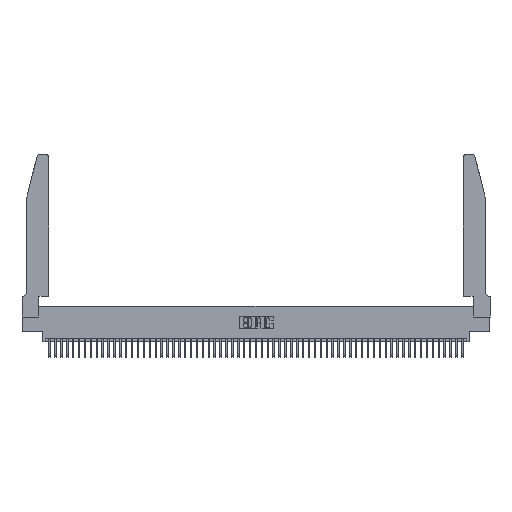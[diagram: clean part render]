
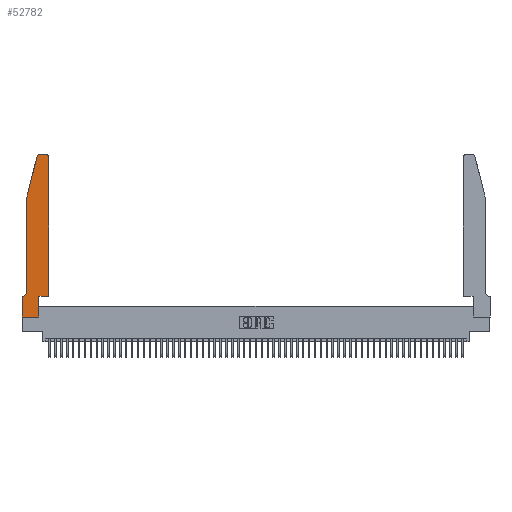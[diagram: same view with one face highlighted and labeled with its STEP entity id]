
A CAD part, top view. The second image highlights one B-rep face of the part: STEP entity #52782.
In plain terms, the highlighted planar face has unit normal (0, 0, 1).
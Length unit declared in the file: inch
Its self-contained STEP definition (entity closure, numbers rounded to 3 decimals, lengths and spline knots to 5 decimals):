
#568 = LINE ( 'NONE', #36054, #34191 ) ;
#1126 = CARTESIAN_POINT ( 'NONE',  ( 0., 0., 0.37 ) ) ;
#2636 = EDGE_CURVE ( 'NONE', #23662, #51926, #46737, .T. ) ;
#2659 = CARTESIAN_POINT ( 'NONE',  ( 0.2865, 0.35, 0.37 ) ) ;
#3418 = VECTOR ( 'NONE', #47179, 39.37008 ) ;
#3470 = LINE ( 'NONE', #15145, #49557 ) ;
#3498 = VERTEX_POINT ( 'NONE', #10541 ) ;
#4104 = DIRECTION ( 'NONE',  ( 1., 0., 0. ) ) ;
#6764 = ORIENTED_EDGE ( 'NONE', *, *, #14762, .T. ) ;
#7394 = VERTEX_POINT ( 'NONE', #2659 ) ;
#7586 = VERTEX_POINT ( 'NONE', #41726 ) ;
#7973 = ORIENTED_EDGE ( 'NONE', *, *, #29340, .T. ) ;
#10065 = ORIENTED_EDGE ( 'NONE', *, *, #25571, .T. ) ;
#10541 = CARTESIAN_POINT ( 'NONE',  ( 0.0055, 0.35, 0.37 ) ) ;
#11912 = VERTEX_POINT ( 'NONE', #54219 ) ;
#12796 = CARTESIAN_POINT ( 'NONE',  ( 0.4505, 0.35, 0.37 ) ) ;
#14748 = LINE ( 'NONE', #26082, #3418 ) ;
#14762 = EDGE_CURVE ( 'NONE', #35330, #23662, #41212, .T. ) ;
#15145 = CARTESIAN_POINT ( 'NONE',  ( 0.0755, 0.35, 0.37 ) ) ;
#15185 = VECTOR ( 'NONE', #17627, 39.37008 ) ;
#15426 = ORIENTED_EDGE ( 'NONE', *, *, #38342, .T. ) ;
#16748 = CARTESIAN_POINT ( 'NONE',  ( 0.2865, 0.35, 0.37 ) ) ;
#17038 = DIRECTION ( 'NONE',  ( 0., 1., 0. ) ) ;
#17627 = DIRECTION ( 'NONE',  ( -1., 0., 0. ) ) ;
#18882 = VECTOR ( 'NONE', #17038, 39.37008 ) ;
#18941 = CARTESIAN_POINT ( 'NONE',  ( 0.284, 2.72, 0.37 ) ) ;
#19027 = EDGE_CURVE ( 'NONE', #7394, #35330, #45367, .T. ) ;
#19077 = AXIS2_PLACEMENT_3D ( 'NONE', #54476, #29346, #4104 ) ;
#20381 = VECTOR ( 'NONE', #28381, 39.37008 ) ;
#21031 = CARTESIAN_POINT ( 'NONE',  ( 0.4505, 2.72, 0.37 ) ) ;
#21535 = CARTESIAN_POINT ( 'NONE',  ( 0.4205, 2.72, 0.37 ) ) ;
#22637 = VERTEX_POINT ( 'NONE', #51328 ) ;
#22684 = ORIENTED_EDGE ( 'NONE', *, *, #28771, .T. ) ;
#22919 = CARTESIAN_POINT ( 'NONE',  ( 0.0055, 0.42, 0.37 ) ) ;
#22973 = EDGE_CURVE ( 'NONE', #41569, #51152, #42710, .T. ) ;
#23063 = VECTOR ( 'NONE', #53439, 39.37008 ) ;
#23163 = DIRECTION ( 'NONE',  ( 1., 0., 0. ) ) ;
#23662 = VERTEX_POINT ( 'NONE', #21031 ) ;
#23995 = AXIS2_PLACEMENT_3D ( 'NONE', #21535, #50815, #25714 ) ;
#24208 = CARTESIAN_POINT ( 'NONE',  ( 0., 0., 0.37 ) ) ;
#25571 = EDGE_CURVE ( 'NONE', #41287, #22637, #568, .T. ) ;
#25714 = DIRECTION ( 'NONE',  ( 1., 0., 0. ) ) ;
#25957 = ORIENTED_EDGE ( 'NONE', *, *, #22973, .T. ) ;
#26082 = CARTESIAN_POINT ( 'NONE',  ( 0.0755, 2., 0.37 ) ) ;
#27105 = DIRECTION ( 'NONE',  ( -1., 0., 0. ) ) ;
#27237 = CARTESIAN_POINT ( 'NONE',  ( 0.4205, 2.75, 0.37 ) ) ;
#27796 = VERTEX_POINT ( 'NONE', #38599 ) ;
#28315 = CARTESIAN_POINT ( 'NONE',  ( 0.4505, 0.35, 0.37 ) ) ;
#28381 = DIRECTION ( 'NONE',  ( 0., -1., 0. ) ) ;
#28771 = EDGE_CURVE ( 'NONE', #3498, #41569, #3470, .T. ) ;
#29076 = VECTOR ( 'NONE', #39006, 39.37008 ) ;
#29174 = EDGE_CURVE ( 'NONE', #11912, #41287, #14748, .T. ) ;
#29340 = EDGE_CURVE ( 'NONE', #7586, #11912, #30449, .T. ) ;
#29345 = AXIS2_PLACEMENT_3D ( 'NONE', #18941, #48250, #23163 ) ;
#29346 = DIRECTION ( 'NONE',  ( 0., 0., 1. ) ) ;
#30449 = CIRCLE ( 'NONE', #29345, 0.03 ) ;
#30468 = EDGE_CURVE ( 'NONE', #51152, #27796, #51395, .T. ) ;
#31987 = DIRECTION ( 'NONE',  ( -1., 0., 0. ) ) ;
#32816 = EDGE_LOOP ( 'NONE', ( #47450, #7973, #39002, #10065, #15426, #22684, #25957, #52201, #44420, #38530, #6764, #35124 ) ) ;
#33500 = CARTESIAN_POINT ( 'NONE',  ( 0., 0.35, 0.37 ) ) ;
#34191 = VECTOR ( 'NONE', #44339, 39.37008 ) ;
#34739 = CARTESIAN_POINT ( 'NONE',  ( 0., 0., 0.37 ) ) ;
#35124 = ORIENTED_EDGE ( 'NONE', *, *, #2636, .T. ) ;
#35330 = VERTEX_POINT ( 'NONE', #42778 ) ;
#35398 = LINE ( 'NONE', #16748, #46571 ) ;
#36054 = CARTESIAN_POINT ( 'NONE',  ( 0.0755, 2., 0.37 ) ) ;
#37015 = AXIS2_PLACEMENT_3D ( 'NONE', #22919, #52210, #27105 ) ;
#37502 = LINE ( 'NONE', #38727, #15185 ) ;
#38342 = EDGE_CURVE ( 'NONE', #22637, #3498, #41779, .T. ) ;
#38530 = ORIENTED_EDGE ( 'NONE', *, *, #19027, .T. ) ;
#38599 = CARTESIAN_POINT ( 'NONE',  ( 0.2865, 0., 0.37 ) ) ;
#38727 = CARTESIAN_POINT ( 'NONE',  ( 0.2605, 2.75, 0.37 ) ) ;
#39002 = ORIENTED_EDGE ( 'NONE', *, *, #29174, .T. ) ;
#39006 = DIRECTION ( 'NONE',  ( 1., 0., 0. ) ) ;
#41055 = EDGE_CURVE ( 'NONE', #51926, #7586, #37502, .T. ) ;
#41212 = LINE ( 'NONE', #12796, #18882 ) ;
#41287 = VERTEX_POINT ( 'NONE', #44389 ) ;
#41569 = VERTEX_POINT ( 'NONE', #33500 ) ;
#41726 = CARTESIAN_POINT ( 'NONE',  ( 0.284, 2.75, 0.37 ) ) ;
#41779 = CIRCLE ( 'NONE', #37015, 0.07 ) ;
#41897 = PLANE ( 'NONE',  #19077 ) ;
#41901 = DIRECTION ( 'NONE',  ( 0., 1., 0. ) ) ;
#42710 = LINE ( 'NONE', #24208, #20381 ) ;
#42778 = CARTESIAN_POINT ( 'NONE',  ( 0.4505, 0.35, 0.37 ) ) ;
#44339 = DIRECTION ( 'NONE',  ( 0., -1., 0. ) ) ;
#44389 = CARTESIAN_POINT ( 'NONE',  ( 0.0755, 2., 0.37 ) ) ;
#44420 = ORIENTED_EDGE ( 'NONE', *, *, #54238, .T. ) ;
#45367 = LINE ( 'NONE', #28315, #23063 ) ;
#46571 = VECTOR ( 'NONE', #41901, 39.37008 ) ;
#46737 = CIRCLE ( 'NONE', #23995, 0.03 ) ;
#47179 = DIRECTION ( 'NONE',  ( -0.239, -0.971, 0. ) ) ;
#47450 = ORIENTED_EDGE ( 'NONE', *, *, #41055, .T. ) ;
#48250 = DIRECTION ( 'NONE',  ( 0., 0., 1. ) ) ;
#49557 = VECTOR ( 'NONE', #31987, 39.37008 ) ;
#50647 = FACE_OUTER_BOUND ( 'NONE', #32816, .T. ) ;
#50815 = DIRECTION ( 'NONE',  ( 0., 0., 1. ) ) ;
#51152 = VERTEX_POINT ( 'NONE', #1126 ) ;
#51328 = CARTESIAN_POINT ( 'NONE',  ( 0.0755, 0.42, 0.37 ) ) ;
#51395 = LINE ( 'NONE', #34739, #29076 ) ;
#51926 = VERTEX_POINT ( 'NONE', #27237 ) ;
#52201 = ORIENTED_EDGE ( 'NONE', *, *, #30468, .T. ) ;
#52210 = DIRECTION ( 'NONE',  ( 0., 0., -1. ) ) ;
#52782 = ADVANCED_FACE ( 'NONE', ( #50647 ), #41897, .T. ) ;
#53439 = DIRECTION ( 'NONE',  ( 1., 0., 0. ) ) ;
#54219 = CARTESIAN_POINT ( 'NONE',  ( 0.25487, 2.72718, 0.37 ) ) ;
#54238 = EDGE_CURVE ( 'NONE', #27796, #7394, #35398, .T. ) ;
#54476 = CARTESIAN_POINT ( 'NONE',  ( 0., 0.35, 0.37 ) ) ;
